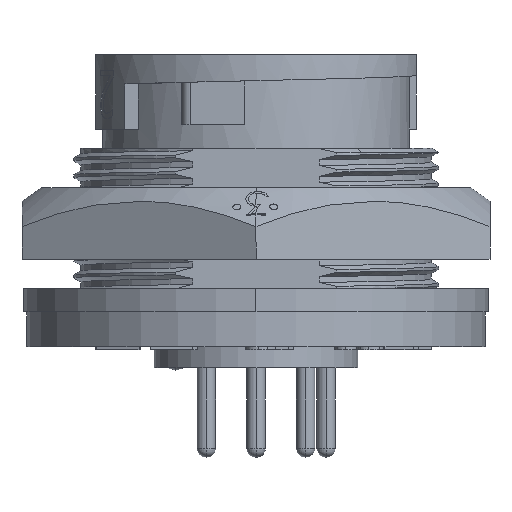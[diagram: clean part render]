
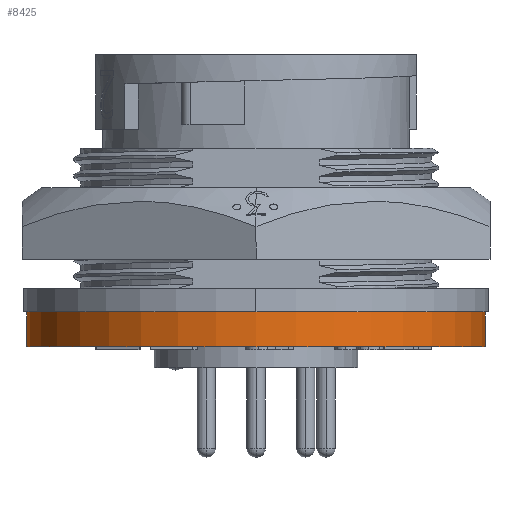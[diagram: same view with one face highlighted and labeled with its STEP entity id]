
A CAD part, left-side view. The second image highlights one B-rep face of the part: STEP entity #8425.
In plain terms, the highlighted cylindrical face has radius 12.446 mm (diameter 24.892 mm), a partial arc.
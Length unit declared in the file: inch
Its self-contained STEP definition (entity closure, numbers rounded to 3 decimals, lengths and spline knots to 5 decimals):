
#8425 = ADVANCED_FACE ( 'NONE', ( #15053 ), #15042, .T. ) ;
#8535 = EDGE_CURVE ( 'NONE', #11258, #11259, #12280, .T. ) ;
#8696 = EDGE_LOOP ( 'NONE', ( #10952, #10953, #10954, #10950 ) ) ;
#9568 = AXIS2_PLACEMENT_3D ( 'NONE', #16443, #16451, #16453 ) ;
#10200 = EDGE_CURVE ( 'NONE', #11257, #11258, #15373, .T. ) ;
#10203 = EDGE_CURVE ( 'NONE', #11256, #11259, #15382, .T. ) ;
#10371 = EDGE_CURVE ( 'NONE', #11257, #11256, #12423, .T. ) ;
#10950 = ORIENTED_EDGE ( 'NONE', *, *, #8535, .F. ) ;
#10952 = ORIENTED_EDGE ( 'NONE', *, *, #10200, .F. ) ;
#10953 = ORIENTED_EDGE ( 'NONE', *, *, #10371, .T. ) ;
#10954 = ORIENTED_EDGE ( 'NONE', *, *, #10203, .T. ) ;
#11256 = VERTEX_POINT ( 'NONE', #22038 ) ;
#11257 = VERTEX_POINT ( 'NONE', #22039 ) ;
#11258 = VERTEX_POINT ( 'NONE', #22040 ) ;
#11259 = VERTEX_POINT ( 'NONE', #22041 ) ;
#12280 = CIRCLE ( 'NONE', #9568, 0.49 ) ;
#12423 = CIRCLE ( 'NONE', #21559, 0.49 ) ;
#13904 = CARTESIAN_POINT ( 'NONE',  ( 0., 0., 0. ) ) ;
#13905 = DIRECTION ( 'NONE',  ( 0., 0., 1. ) ) ;
#13906 = DIRECTION ( 'NONE',  ( 0., -1., 0. ) ) ;
#14952 = AXIS2_PLACEMENT_3D ( 'NONE', #13904, #13905, #13906 ) ;
#15042 = CYLINDRICAL_SURFACE ( 'NONE', #14952, 0.49 ) ;
#15053 = FACE_OUTER_BOUND ( 'NONE', #8696, .T. ) ;
#15373 = LINE ( 'NONE', #15374, #21330 ) ;
#15374 = CARTESIAN_POINT ( 'NONE',  ( 0., 0.49, 0. ) ) ;
#15375 = DIRECTION ( 'NONE',  ( 0., 0., 1. ) ) ;
#15382 = LINE ( 'NONE', #15383, #21332 ) ;
#15383 = CARTESIAN_POINT ( 'NONE',  ( 0., -0.49, 0. ) ) ;
#15384 = DIRECTION ( 'NONE',  ( 0., 0., 1. ) ) ;
#16443 = CARTESIAN_POINT ( 'NONE',  ( 0., 0., -0.55 ) ) ;
#16451 = DIRECTION ( 'NONE',  ( 0., 0., 1. ) ) ;
#16453 = DIRECTION ( 'NONE',  ( 0., -1., 0. ) ) ;
#18110 = CARTESIAN_POINT ( 'NONE',  ( 0., 0., -0.624 ) ) ;
#18144 = DIRECTION ( 'NONE',  ( 0., 0., 1. ) ) ;
#18145 = DIRECTION ( 'NONE',  ( 0., -1., 0. ) ) ;
#21330 = VECTOR ( 'NONE', #15375, 39.37008 ) ;
#21332 = VECTOR ( 'NONE', #15384, 39.37008 ) ;
#21559 = AXIS2_PLACEMENT_3D ( 'NONE', #18110, #18144, #18145 ) ;
#22038 = CARTESIAN_POINT ( 'NONE',  ( 0., -0.49, -0.624 ) ) ;
#22039 = CARTESIAN_POINT ( 'NONE',  ( 0., 0.49, -0.624 ) ) ;
#22040 = CARTESIAN_POINT ( 'NONE',  ( 0., 0.49, -0.55 ) ) ;
#22041 = CARTESIAN_POINT ( 'NONE',  ( 0., -0.49, -0.55 ) ) ;
